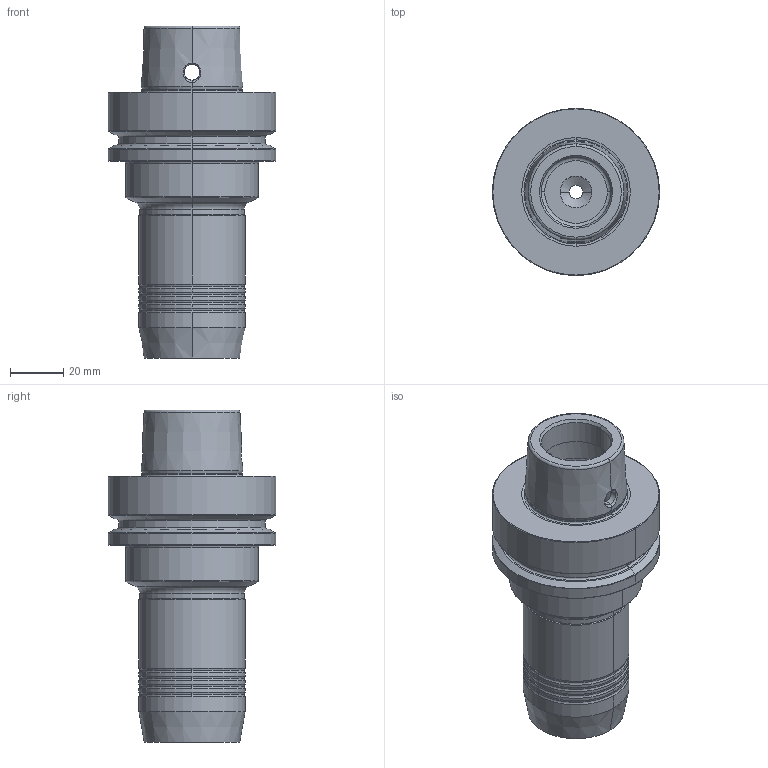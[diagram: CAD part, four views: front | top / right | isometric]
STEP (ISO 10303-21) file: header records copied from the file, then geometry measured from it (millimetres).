
FILE_DESCRIPTION (( 'STEP AP214' ), '1' );
FILE_NAME ('77.F63.018 x=100_step.STEP', '2024-02-01T08:39:15', ( '' ), ( '' ), 'SwSTEP 2.0', 'SolidWorks 2019', '' );
FILE_SCHEMA (( 'AUTOMOTIVE_DESIGN' ));
Length unit declared in the file: millimetre
Products named in the file (1): 77.F63.018 x=100_step
Bounding box: 62.94 x 62.94 x 124.9 mm (x, y, z)
Volume: 167064.1 mm3; surface area: 31559.7 mm2
Topology: 1 solids, 1 shells, 135 faces, 299 edges, 170 vertices
Faces by surface type: torus 50, cylinder 43, cone 30, plane 12
Entity records: 4273 total; most frequent: CARTESIAN_POINT 913, DIRECTION 765, ORIENTED_EDGE 598, AXIS2_PLACEMENT_3D 343, EDGE_CURVE 299, CIRCLE 207, VERTEX_POINT 170, EDGE_LOOP 145
